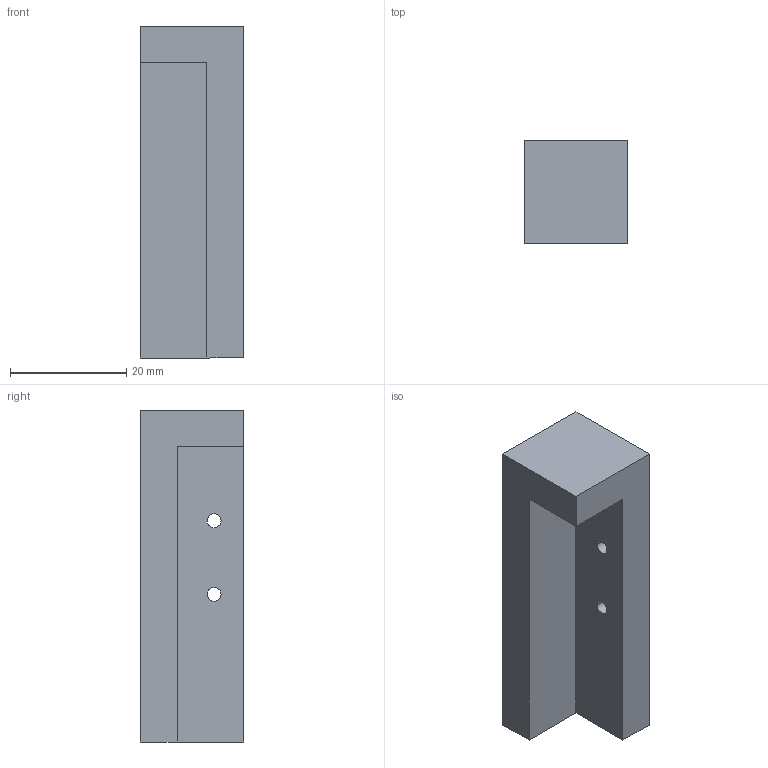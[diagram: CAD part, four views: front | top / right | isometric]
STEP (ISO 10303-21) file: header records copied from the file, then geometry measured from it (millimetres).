
FILE_DESCRIPTION (( 'STEP AP214' ), '1' );
FILE_NAME ('Jig B.STEP', '2025-12-22T05:39:19', ( '' ), ( '' ), 'SwSTEP 2.0', 'SolidWorks 2025', '' );
FILE_SCHEMA (( 'AUTOMOTIVE_DESIGN' ));
Length unit declared in the file: inch
Products named in the file (1): Jig B
Bounding box: 17.78 x 17.78 x 57.15 mm (x, y, z)
Volume: 11373.4 mm3; surface area: 4774 mm2
Topology: 1 solids, 1 shells, 13 faces, 33 edges, 22 vertices
Faces by surface type: plane 9, cylinder 4
Entity records: 430 total; most frequent: DIRECTION 69, CARTESIAN_POINT 69, ORIENTED_EDGE 66, EDGE_CURVE 33, VECTOR 25, LINE 25, VERTEX_POINT 22, AXIS2_PLACEMENT_3D 22
